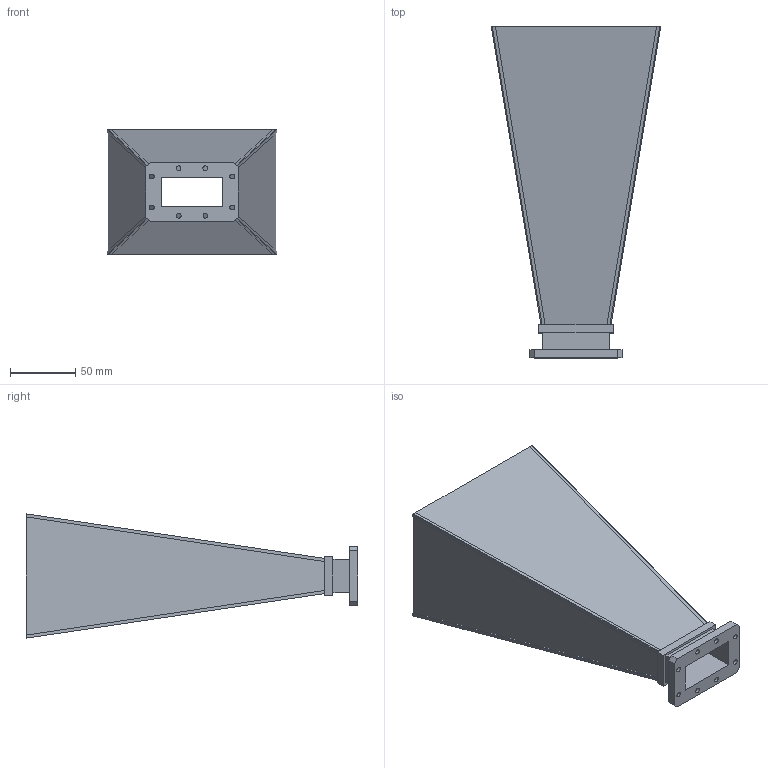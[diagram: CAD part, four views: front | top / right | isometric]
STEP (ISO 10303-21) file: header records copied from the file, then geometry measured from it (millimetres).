
FILE_DESCRIPTION (( 'STEP AP214' ), '1' );
FILE_NAME ('FM9861B-15_3D.STEP', '2021-06-24T19:49:48', ( '' ), ( '' ), 'SwSTEP 2.0', 'SolidWorks 2020', '' );
FILE_SCHEMA (( 'AUTOMOTIVE_DESIGN' ));
Length unit declared in the file: inch
Products named in the file (1): FM9861B-15_3D
Bounding box: 130.16 x 254.76 x 95.4 mm (x, y, z)
Volume: 187838.7 mm3; surface area: 161517.6 mm2
Topology: 5 solids, 5 shells, 76 faces, 184 edges, 120 vertices
Faces by surface type: plane 68, cylinder 8
Full cylindrical faces by diameter (mm): 3.658 x4, 3.81 x4
Entity records: 2260 total; most frequent: CARTESIAN_POINT 373, ORIENTED_EDGE 352, DIRECTION 346, EDGE_CURVE 176, VECTOR 160, LINE 160, VERTEX_POINT 120, EDGE_LOOP 104
